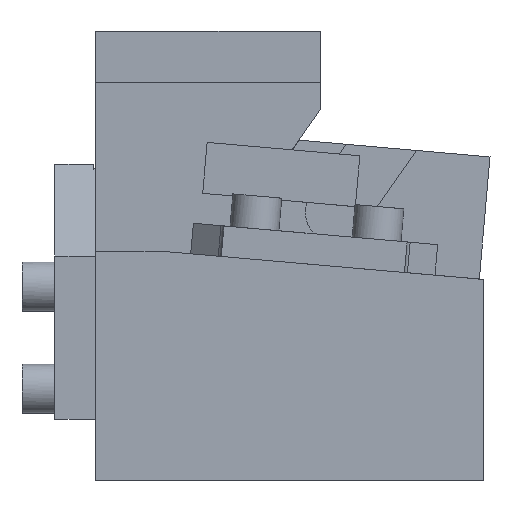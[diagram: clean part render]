
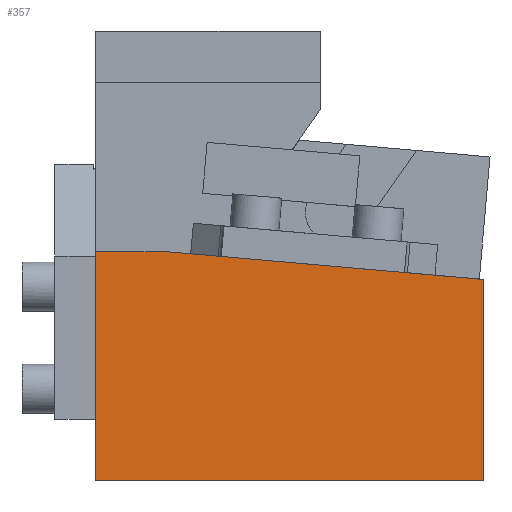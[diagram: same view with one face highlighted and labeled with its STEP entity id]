
A CAD part, front view. The second image highlights one B-rep face of the part: STEP entity #357.
In plain terms, the highlighted planar face has unit normal (0, -1, 0).
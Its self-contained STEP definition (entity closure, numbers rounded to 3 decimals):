
#243=CARTESIAN_POINT('Vertex',(190.,0.,98.53)) ;
#246=CARTESIAN_POINT('Line Origine',(190.,0.,49.265)) ;
#250=CARTESIAN_POINT('Vertex',(190.,0.,0.)) ;
#313=CARTESIAN_POINT('Axis2P3D Location',(0.,0.,0.)) ;
#318=CARTESIAN_POINT('Line Origine',(113.018,0.,105.265)) ;
#322=CARTESIAN_POINT('Vertex',(36.037,0.,112.)) ;
#326=CARTESIAN_POINT('Control Point',(36.037,0.,112.)) ;
#327=CARTESIAN_POINT('Control Point',(28.829,0.,112.)) ;
#328=CARTESIAN_POINT('Control Point',(21.622,0.,112.)) ;
#329=CARTESIAN_POINT('Control Point',(14.415,0.,112.)) ;
#330=CARTESIAN_POINT('Control Point',(7.207,0.,112.)) ;
#331=CARTESIAN_POINT('Control Point',(0.,0.,112.)) ;
#332=CARTESIAN_POINT('Vertex',(0.,0.,112.)) ;
#336=CARTESIAN_POINT('Control Point',(0.,0.,112.)) ;
#337=CARTESIAN_POINT('Control Point',(0.,0.,89.6)) ;
#338=CARTESIAN_POINT('Control Point',(0.,0.,67.2)) ;
#339=CARTESIAN_POINT('Control Point',(0.,0.,44.8)) ;
#340=CARTESIAN_POINT('Control Point',(0.,0.,22.4)) ;
#341=CARTESIAN_POINT('Control Point',(0.,0.,0.)) ;
#342=CARTESIAN_POINT('Vertex',(0.,0.,0.)) ;
#345=CARTESIAN_POINT('Line Origine',(95.,0.,0.)) ;
#247=DIRECTION('Vector Direction',(0.,0.,1.)) ;
#314=DIRECTION('Axis2P3D Direction',(0.,-1.,0.)) ;
#315=DIRECTION('Axis2P3D XDirection',(1.,0.,0.)) ;
#319=DIRECTION('Vector Direction',(-0.996,0.,0.087)) ;
#346=DIRECTION('Vector Direction',(-1.,0.,0.)) ;
#316=AXIS2_PLACEMENT_3D('Plane Axis2P3D',#313,#314,#315) ;
#351=ORIENTED_EDGE('',*,*,#324,.T.) ;
#352=ORIENTED_EDGE('',*,*,#334,.T.) ;
#353=ORIENTED_EDGE('',*,*,#344,.T.) ;
#354=ORIENTED_EDGE('',*,*,#349,.F.) ;
#355=ORIENTED_EDGE('',*,*,#252,.T.) ;
#248=VECTOR('Line Direction',#247,1.) ;
#320=VECTOR('Line Direction',#319,1.) ;
#347=VECTOR('Line Direction',#346,1.) ;
#357=ADVANCED_FACE('CAM HOLDER',(#356),#317,.T.) ;
#325=B_SPLINE_CURVE_WITH_KNOTS('',5,(#326,#327,#328,#329,#330,#331),.UNSPECIFIED.,.F.,.U.,(6,6),(0.,36.037),.UNSPECIFIED.) ;
#335=B_SPLINE_CURVE_WITH_KNOTS('',5,(#336,#337,#338,#339,#340,#341),.UNSPECIFIED.,.F.,.U.,(6,6),(0.,112.),.UNSPECIFIED.) ;
#252=EDGE_CURVE('',#251,#244,#249,.T.) ;
#324=EDGE_CURVE('',#244,#323,#321,.T.) ;
#334=EDGE_CURVE('',#323,#333,#325,.T.) ;
#344=EDGE_CURVE('',#333,#343,#335,.T.) ;
#349=EDGE_CURVE('',#251,#343,#348,.T.) ;
#350=EDGE_LOOP('',(#351,#352,#353,#354,#355)) ;
#356=FACE_OUTER_BOUND('',#350,.T.) ;
#249=LINE('Line',#246,#248) ;
#321=LINE('Line',#318,#320) ;
#348=LINE('Line',#345,#347) ;
#317=PLANE('Plane',#316) ;
#244=VERTEX_POINT('',#243) ;
#251=VERTEX_POINT('',#250) ;
#323=VERTEX_POINT('',#322) ;
#333=VERTEX_POINT('',#332) ;
#343=VERTEX_POINT('',#342) ;
